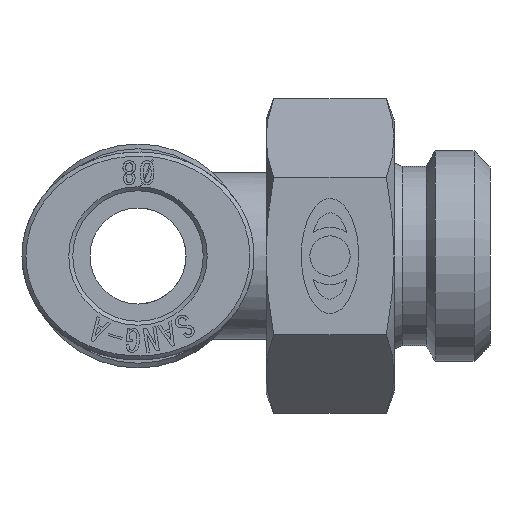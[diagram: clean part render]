
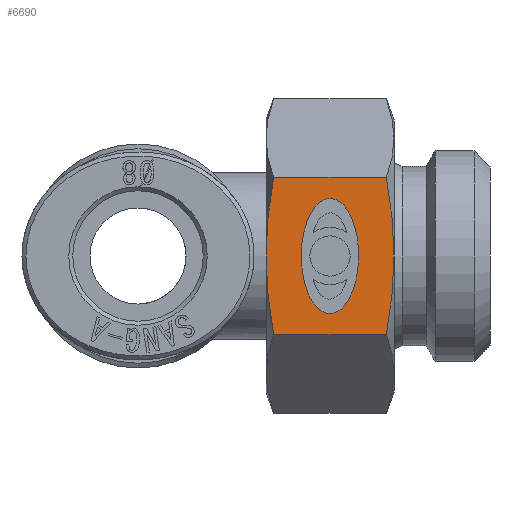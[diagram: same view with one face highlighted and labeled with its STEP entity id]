
A CAD part, left-side view. The second image highlights one B-rep face of the part: STEP entity #6690.
In plain terms, the highlighted face is planar.
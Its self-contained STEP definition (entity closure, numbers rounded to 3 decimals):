
#6572=CARTESIAN_POINT('',(8.5,-4.,-3.594));
#6573=VERTEX_POINT('',#6572);
#6574=CARTESIAN_POINT('',(8.5,-4.,0.));
#6575=DIRECTION('',(-1.0,0.0,0.0));
#6576=DIRECTION('',(0.0,0.0,1.0));
#6577=AXIS2_PLACEMENT_3D('',#6574,#6575,#6576);
#6578=ELLIPSE('',#6577,3.594,1.797);
#6579=EDGE_CURVE('',#6573,#6573,#6578,.T.);
#6604=CARTESIAN_POINT('',(8.5,0.,-4.907));
#6605=DIRECTION('',(1.0,0.0,0.0));
#6606=DIRECTION('',(0.0,0.0,1.0));
#6607=AXIS2_PLACEMENT_3D('',#6604,#6605,#6606);
#6608=PLANE('',#6607);
#6609=CARTESIAN_POINT('',(8.5,-7.521,4.907));
#6610=VERTEX_POINT('',#6609);
#6611=CARTESIAN_POINT('',(8.5,-8.,0.));
#6612=VERTEX_POINT('',#6611);
#6613=CARTESIAN_POINT('',(8.5,-7.521,4.907));
#6614=CARTESIAN_POINT('',(8.5,-8.,2.278));
#6615=CARTESIAN_POINT('',(8.5,-8.,0.));
#6623=(BOUNDED_CURVE()B_SPLINE_CURVE(2,(#6613,#6614,#6615),.UNSPECIFIED.,.F.,.U.)B_SPLINE_CURVE_WITH_KNOTS((3,3),(0.199,0.719),.UNSPECIFIED.)CURVE()GEOMETRIC_REPRESENTATION_ITEM()RATIONAL_B_SPLINE_CURVE((1.029,1.053,1.0))REPRESENTATION_ITEM(''));
#6624=EDGE_CURVE('',#6610,#6612,#6623,.T.);
#6625=ORIENTED_EDGE('',*,*,#6624,.T.);
#6626=CARTESIAN_POINT('',(8.5,-7.521,-4.907));
#6627=VERTEX_POINT('',#6626);
#6628=CARTESIAN_POINT('',(8.5,-8.,0.));
#6629=CARTESIAN_POINT('',(8.5,-8.,-2.278));
#6630=CARTESIAN_POINT('',(8.5,-7.521,-4.907));
#6638=(BOUNDED_CURVE()B_SPLINE_CURVE(2,(#6628,#6629,#6630),.UNSPECIFIED.,.F.,.U.)B_SPLINE_CURVE_WITH_KNOTS((3,3),(0.719,1.24),.UNSPECIFIED.)CURVE()GEOMETRIC_REPRESENTATION_ITEM()RATIONAL_B_SPLINE_CURVE((1.0,1.053,1.029))REPRESENTATION_ITEM(''));
#6639=EDGE_CURVE('',#6612,#6627,#6638,.T.);
#6640=ORIENTED_EDGE('',*,*,#6639,.T.);
#6641=CARTESIAN_POINT('',(8.5,-0.479,-4.907));
#6642=VERTEX_POINT('',#6641);
#6643=CARTESIAN_POINT('',(8.5,-0.479,-4.907));
#6644=DIRECTION('',(0.0,-1.0,0.0));
#6645=VECTOR('',#6644,7.043);
#6646=LINE('',#6643,#6645);
#6647=EDGE_CURVE('',#6642,#6627,#6646,.T.);
#6648=ORIENTED_EDGE('',*,*,#6647,.F.);
#6649=CARTESIAN_POINT('',(8.5,0.0,0.));
#6650=VERTEX_POINT('',#6649);
#6651=CARTESIAN_POINT('',(8.5,-0.479,-4.907));
#6652=CARTESIAN_POINT('',(8.5,0.,-2.278));
#6653=CARTESIAN_POINT('',(8.5,0.0,0.));
#6661=(BOUNDED_CURVE()B_SPLINE_CURVE(2,(#6651,#6652,#6653),.UNSPECIFIED.,.F.,.U.)B_SPLINE_CURVE_WITH_KNOTS((3,3),(0.199,0.719),.UNSPECIFIED.)CURVE()GEOMETRIC_REPRESENTATION_ITEM()RATIONAL_B_SPLINE_CURVE((1.029,1.053,1.0))REPRESENTATION_ITEM(''));
#6662=EDGE_CURVE('',#6642,#6650,#6661,.T.);
#6663=ORIENTED_EDGE('',*,*,#6662,.T.);
#6664=CARTESIAN_POINT('',(8.5,-0.479,4.907));
#6665=VERTEX_POINT('',#6664);
#6666=CARTESIAN_POINT('',(8.5,0.0,0.));
#6667=CARTESIAN_POINT('',(8.5,0.,2.278));
#6668=CARTESIAN_POINT('',(8.5,-0.479,4.907));
#6676=(BOUNDED_CURVE()B_SPLINE_CURVE(2,(#6666,#6667,#6668),.UNSPECIFIED.,.F.,.U.)B_SPLINE_CURVE_WITH_KNOTS((3,3),(0.719,1.24),.UNSPECIFIED.)CURVE()GEOMETRIC_REPRESENTATION_ITEM()RATIONAL_B_SPLINE_CURVE((1.0,1.053,1.029))REPRESENTATION_ITEM(''));
#6677=EDGE_CURVE('',#6650,#6665,#6676,.T.);
#6678=ORIENTED_EDGE('',*,*,#6677,.T.);
#6679=CARTESIAN_POINT('',(8.5,-0.479,4.907));
#6680=DIRECTION('',(0.0,-1.0,0.0));
#6681=VECTOR('',#6680,7.043);
#6682=LINE('',#6679,#6681);
#6683=EDGE_CURVE('',#6665,#6610,#6682,.T.);
#6684=ORIENTED_EDGE('',*,*,#6683,.T.);
#6685=EDGE_LOOP('',(#6625,#6640,#6648,#6663,#6678,#6684));
#6686=FACE_OUTER_BOUND('',#6685,.T.);
#6687=ORIENTED_EDGE('',*,*,#6579,.T.);
#6688=EDGE_LOOP('',(#6687));
#6689=FACE_BOUND('',#6688,.T.);
#6690=ADVANCED_FACE('',(#6686,#6689),#6608,.T.);
